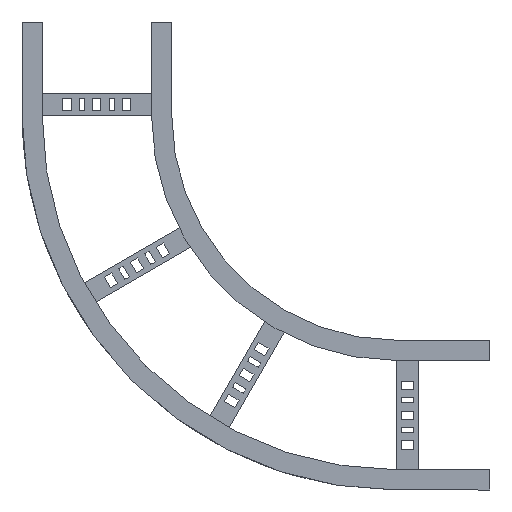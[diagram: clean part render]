
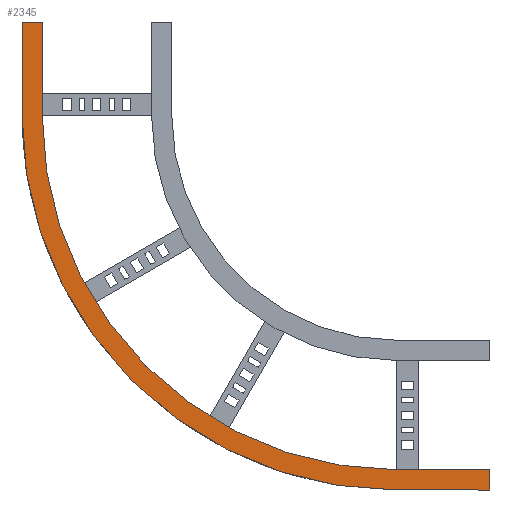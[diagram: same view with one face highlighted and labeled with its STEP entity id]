
A CAD part, front view. The second image highlights one B-rep face of the part: STEP entity #2345.
In plain terms, the highlighted planar face has unit normal (0, -1, 0).
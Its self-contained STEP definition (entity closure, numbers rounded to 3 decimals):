
#24 = CIRCLE ( 'NONE', #2372, 500. ) ;
#25 = CARTESIAN_POINT ( 'NONE',  ( -27., 0., 0. ) ) ;
#90 = EDGE_CURVE ( 'NONE', #2840, #3578, #3074, .T. ) ;
#110 = AXIS2_PLACEMENT_3D ( 'NONE', #414, #439, #462 ) ;
#191 = LINE ( 'NONE', #3669, #1022 ) ;
#294 = VERTEX_POINT ( 'NONE', #655 ) ;
#414 = CARTESIAN_POINT ( 'NONE',  ( -500., 0., -125. ) ) ;
#439 = DIRECTION ( 'NONE',  ( 0., -1., 0. ) ) ;
#462 = DIRECTION ( 'NONE',  ( 0., 0., 1. ) ) ;
#471 = VERTEX_POINT ( 'NONE', #3920 ) ;
#579 = LINE ( 'NONE', #4143, #3137 ) ;
#602 = DIRECTION ( 'NONE',  ( 1., 0., 0. ) ) ;
#655 = CARTESIAN_POINT ( 'NONE',  ( -500., 0., -598. ) ) ;
#702 = CARTESIAN_POINT ( 'NONE',  ( -625., 0., -598. ) ) ;
#715 = FACE_OUTER_BOUND ( 'NONE', #2001, .T. ) ;
#744 = DIRECTION ( 'NONE',  ( 0., 0., -1. ) ) ;
#798 = EDGE_CURVE ( 'NONE', #2492, #294, #191, .T. ) ;
#808 = CARTESIAN_POINT ( 'NONE',  ( -625., 0., 0. ) ) ;
#851 = DIRECTION ( 'NONE',  ( 0., 0., 1. ) ) ;
#870 = ORIENTED_EDGE ( 'NONE', *, *, #2279, .F. ) ;
#951 = VERTEX_POINT ( 'NONE', #3128 ) ;
#1022 = VECTOR ( 'NONE', #3645, 1000. ) ;
#1060 = LINE ( 'NONE', #3601, #1113 ) ;
#1068 = AXIS2_PLACEMENT_3D ( 'NONE', #2474, #2646, #1964 ) ;
#1113 = VECTOR ( 'NONE', #744, 1000. ) ;
#1309 = ORIENTED_EDGE ( 'NONE', *, *, #1364, .F. ) ;
#1364 = EDGE_CURVE ( 'NONE', #294, #2940, #2329, .T. ) ;
#1677 = VECTOR ( 'NONE', #2954, 1000. ) ;
#1682 = ORIENTED_EDGE ( 'NONE', *, *, #2130, .F. ) ;
#1683 = CARTESIAN_POINT ( 'NONE',  ( -500., 0., -625. ) ) ;
#1890 = LINE ( 'NONE', #25, #1677 ) ;
#1944 = DIRECTION ( 'NONE',  ( 1., 0., 0. ) ) ;
#1964 = DIRECTION ( 'NONE',  ( 0., 0., 1. ) ) ;
#2001 = EDGE_LOOP ( 'NONE', ( #1309, #2625, #2012, #3308, #3880, #870, #4164, #1682 ) ) ;
#2012 = ORIENTED_EDGE ( 'NONE', *, *, #3749, .F. ) ;
#2080 = EDGE_CURVE ( 'NONE', #471, #3578, #24, .T. ) ;
#2130 = EDGE_CURVE ( 'NONE', #2940, #951, #1890, .T. ) ;
#2279 = EDGE_CURVE ( 'NONE', #3671, #471, #1060, .T. ) ;
#2329 = CIRCLE ( 'NONE', #110, 473. ) ;
#2345 = ADVANCED_FACE ( 'NONE', ( #715 ), #3062, .F. ) ;
#2372 = AXIS2_PLACEMENT_3D ( 'NONE', #3807, #3149, #2664 ) ;
#2474 = CARTESIAN_POINT ( 'NONE',  ( -27., 0., 0. ) ) ;
#2492 = VERTEX_POINT ( 'NONE', #702 ) ;
#2625 = ORIENTED_EDGE ( 'NONE', *, *, #798, .F. ) ;
#2646 = DIRECTION ( 'NONE',  ( 0., 1., 0. ) ) ;
#2664 = DIRECTION ( 'NONE',  ( 0., 0., 1. ) ) ;
#2780 = CARTESIAN_POINT ( 'NONE',  ( -27., 0., -125. ) ) ;
#2800 = VECTOR ( 'NONE', #1944, 1000. ) ;
#2840 = VERTEX_POINT ( 'NONE', #3121 ) ;
#2940 = VERTEX_POINT ( 'NONE', #2780 ) ;
#2954 = DIRECTION ( 'NONE',  ( 0., 0., 1. ) ) ;
#3062 = PLANE ( 'NONE',  #1068 ) ;
#3074 = LINE ( 'NONE', #1683, #2800 ) ;
#3121 = CARTESIAN_POINT ( 'NONE',  ( -625., 0., -625. ) ) ;
#3128 = CARTESIAN_POINT ( 'NONE',  ( -27., 0., 0. ) ) ;
#3137 = VECTOR ( 'NONE', #602, 1000. ) ;
#3149 = DIRECTION ( 'NONE',  ( 0., 1., 0. ) ) ;
#3217 = VECTOR ( 'NONE', #851, 1000. ) ;
#3308 = ORIENTED_EDGE ( 'NONE', *, *, #90, .T. ) ;
#3327 = CARTESIAN_POINT ( 'NONE',  ( -500., 0., -625. ) ) ;
#3375 = LINE ( 'NONE', #808, #3217 ) ;
#3578 = VERTEX_POINT ( 'NONE', #3327 ) ;
#3598 = EDGE_CURVE ( 'NONE', #951, #3671, #579, .T. ) ;
#3601 = CARTESIAN_POINT ( 'NONE',  ( 0., 0., 0. ) ) ;
#3645 = DIRECTION ( 'NONE',  ( 1., 0., 0. ) ) ;
#3669 = CARTESIAN_POINT ( 'NONE',  ( -27., 0., -598. ) ) ;
#3671 = VERTEX_POINT ( 'NONE', #3937 ) ;
#3749 = EDGE_CURVE ( 'NONE', #2840, #2492, #3375, .T. ) ;
#3807 = CARTESIAN_POINT ( 'NONE',  ( -500., 0., -125. ) ) ;
#3880 = ORIENTED_EDGE ( 'NONE', *, *, #2080, .F. ) ;
#3920 = CARTESIAN_POINT ( 'NONE',  ( 0., 0., -125. ) ) ;
#3937 = CARTESIAN_POINT ( 'NONE',  ( 0., 0., 0. ) ) ;
#4143 = CARTESIAN_POINT ( 'NONE',  ( -27., 0., 0. ) ) ;
#4164 = ORIENTED_EDGE ( 'NONE', *, *, #3598, .F. ) ;
